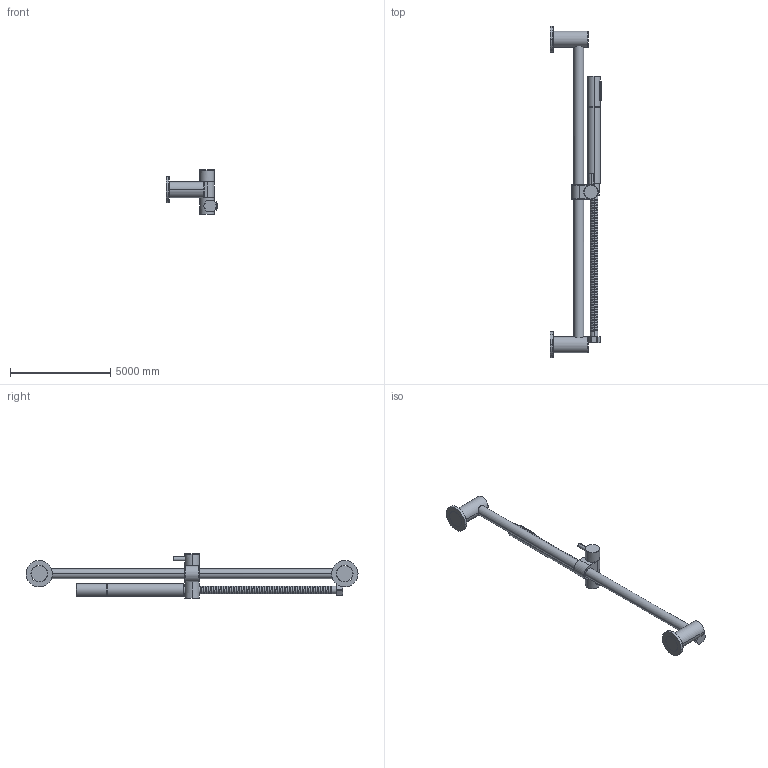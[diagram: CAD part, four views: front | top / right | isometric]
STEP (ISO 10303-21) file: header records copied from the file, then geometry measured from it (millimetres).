
FILE_DESCRIPTION((''),'2;1');
FILE_NAME('178','2018-07-29T',('MQ'),(''),'PRO/ENGINEER BY PARAMETRIC TECHNOLOGY CORPORATION, 2012130','PRO/ENGINEER BY PARAMETRIC TECHNOLOGY CORPORATION, 2012130','');
FILE_SCHEMA(('CONFIG_CONTROL_DESIGN'));
Length unit declared in the file: inch
Products named in the file (1): 178
Bounding box: 2565.4 x 16560.8 x 2209.8 mm (x, y, z)
Volume: 8576551411.5 mm3; surface area: 71814294.3 mm2
Topology: 4 solids, 4 shells, 550 faces, 1249 edges, 812 vertices
Faces by surface type: cylinder 397, plane 82, bspline 49, torus 22
Entity records: 26460 total; most frequent: CARTESIAN_POINT 14839, ORIENTED_EDGE 2498, DIRECTION 2085, EDGE_CURVE 1249, AXIS2_PLACEMENT_3D 829, VERTEX_POINT 812, EDGE_LOOP 661, FACE_OUTER_BOUND 550
